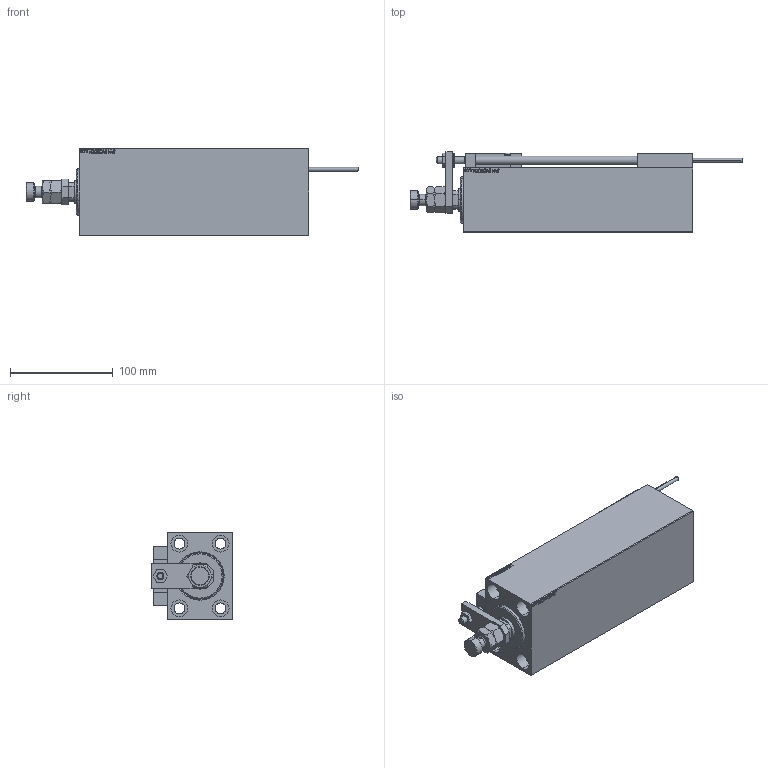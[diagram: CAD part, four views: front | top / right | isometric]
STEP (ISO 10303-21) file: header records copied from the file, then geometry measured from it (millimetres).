
FILE_DESCRIPTION (( 'STEP AP203' ), '1' );
FILE_NAME ('7d4a.STEP', '2022-04-17T03:35:42', ( '' ), ( '' ), 'SwSTEP 2.0', 'SolidWorks 2019', '' );
FILE_SCHEMA (( 'CONFIG_CONTROL_DESIGN' ));
Length unit declared in the file: millimetre
Products named in the file (16): V450CM_VC_B 9299ae6a5bcc23741badcae8695dc8d0; ZARAZKA 9299ae6a5bcc23741badcae8695dc8d0; SWITCH DIM B,W 9299ae6a5bcc23741badcae8695dc8d0; TYC_L79 9299ae6a5bcc23741badcae8695dc8d0; 7d4a; SWITCH_X_FRONT_BACK 9299ae6a5bcc23741badcae8695dc8d0; Block 9299ae6a5bcc23741badcae8695dc8d0; V450CM_C_VCP 9299ae6a5bcc23741badcae8695dc8d0; V450CM_C_Body 9299ae6a5bcc23741badcae8695dc8d0; ALLEN BOLT D5 9299ae6a5bcc23741badcae8695dc8d0; ALLEN BOLT D8 9299ae6a5bcc23741badcae8695dc8d0; NUT_D12 9299ae6a5bcc23741badcae8695dc8d0; SWITCH X 9299ae6a5bcc23741badcae8695dc8d0; MAGNET 9299ae6a5bcc23741badcae8695dc8d0; X_Y_MFA 9299ae6a5bcc23741badcae8695dc8d0; KONCOVKA 9299ae6a5bcc23741badcae8695dc8d0
Assembly tree (25 placements, depth 3):
  7d4a
    V450CM_C_Body 9299ae6a5bcc23741badcae8695dc8d0
    SWITCH X 9299ae6a5bcc23741badcae8695dc8d0
      SWITCH_X_FRONT_BACK 9299ae6a5bcc23741badcae8695dc8d0  x2
      TYC_L79 9299ae6a5bcc23741badcae8695dc8d0
      Block 9299ae6a5bcc23741badcae8695dc8d0  x2
      ALLEN BOLT D5 9299ae6a5bcc23741badcae8695dc8d0  x4
      ALLEN BOLT D8 9299ae6a5bcc23741badcae8695dc8d0  x4
      MAGNET 9299ae6a5bcc23741badcae8695dc8d0  x2
      KONCOVKA 9299ae6a5bcc23741badcae8695dc8d0  x2
    NUT_D12 9299ae6a5bcc23741badcae8695dc8d0
    SWITCH DIM B,W 9299ae6a5bcc23741badcae8695dc8d0
    ZARAZKA 9299ae6a5bcc23741badcae8695dc8d0
    V450CM_C_VCP 9299ae6a5bcc23741badcae8695dc8d0
    V450CM_VC_B 9299ae6a5bcc23741badcae8695dc8d0
    X_Y_MFA 9299ae6a5bcc23741badcae8695dc8d0
Bounding box: 323 x 78.5 x 85 mm (x, y, z)
Volume: 1160813 mm3; surface area: 166600 mm2
Topology: 24 solids, 24 shells, 1330 faces, 3162 edges, 2013 vertices
Faces by surface type: plane 576, bspline 380, cylinder 188, cone 134, torus 48, sphere 4
Entity records: 51704 total; most frequent: CARTESIAN_POINT 26431, ORIENTED_EDGE 5344, DIRECTION 3640, EDGE_CURVE 2672, VERTEX_POINT 1737, LINE 1500, VECTOR 1500, EDGE_LOOP 1241
